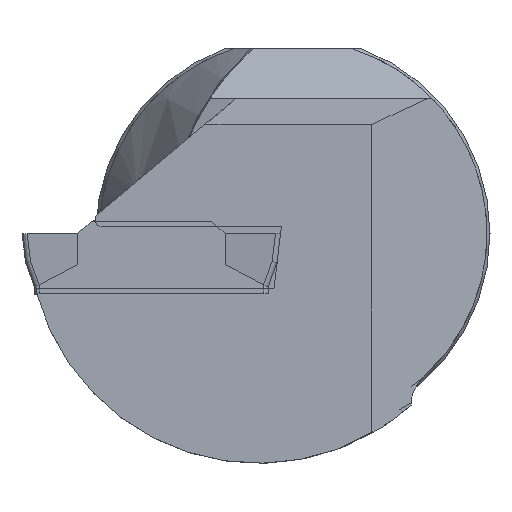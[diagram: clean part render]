
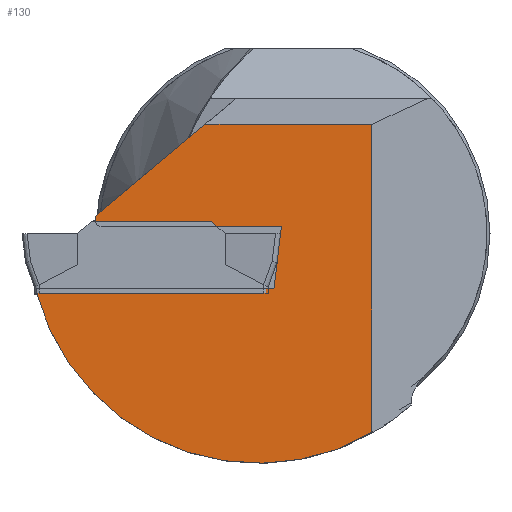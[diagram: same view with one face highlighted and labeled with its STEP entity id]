
A CAD part, left-side view. The second image highlights one B-rep face of the part: STEP entity #130.
In plain terms, the highlighted planar face has unit normal (-1, 0, 0).
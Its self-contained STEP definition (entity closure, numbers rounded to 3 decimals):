
#130=ADVANCED_FACE('',(#239),#197,.T.);
#197=PLANE('',#1276);
#239=FACE_OUTER_BOUND('',#305,.T.);
#305=EDGE_LOOP('',(#400,#401,#402,#403,#404,#405,#406,#407,#408));
#376=CIRCLE('',#1274,18.65);
#377=CIRCLE('',#1275,0.6);
#400=ORIENTED_EDGE('',*,*,#875,.T.);
#401=ORIENTED_EDGE('',*,*,#876,.F.);
#402=ORIENTED_EDGE('',*,*,#877,.T.);
#403=ORIENTED_EDGE('',*,*,#878,.F.);
#404=ORIENTED_EDGE('',*,*,#879,.T.);
#405=ORIENTED_EDGE('',*,*,#880,.F.);
#406=ORIENTED_EDGE('',*,*,#881,.T.);
#407=ORIENTED_EDGE('',*,*,#882,.T.);
#408=ORIENTED_EDGE('',*,*,#883,.T.);
#758=VERTEX_POINT('',#1752);
#759=VERTEX_POINT('',#1753);
#760=VERTEX_POINT('',#1755);
#761=VERTEX_POINT('',#1757);
#762=VERTEX_POINT('',#1759);
#763=VERTEX_POINT('',#1761);
#764=VERTEX_POINT('',#1763);
#765=VERTEX_POINT('',#1765);
#766=VERTEX_POINT('',#1767);
#875=EDGE_CURVE('',#758,#759,#1049,.T.);
#876=EDGE_CURVE('',#760,#759,#1050,.T.);
#877=EDGE_CURVE('',#760,#761,#376,.T.);
#878=EDGE_CURVE('',#762,#761,#1051,.T.);
#879=EDGE_CURVE('',#762,#763,#1052,.T.);
#880=EDGE_CURVE('',#764,#763,#1053,.T.);
#881=EDGE_CURVE('',#764,#765,#377,.T.);
#882=EDGE_CURVE('',#765,#766,#1054,.T.);
#883=EDGE_CURVE('',#766,#758,#1055,.T.);
#1049=LINE('',#1751,#1160);
#1050=LINE('',#1754,#1161);
#1051=LINE('',#1758,#1162);
#1052=LINE('',#1760,#1163);
#1053=LINE('',#1762,#1164);
#1054=LINE('',#1766,#1165);
#1055=LINE('',#1768,#1166);
#1160=VECTOR('',#1404,1.);
#1161=VECTOR('',#1405,1.);
#1162=VECTOR('',#1408,1.);
#1163=VECTOR('',#1409,1.);
#1164=VECTOR('',#1410,1.);
#1165=VECTOR('',#1413,1.);
#1166=VECTOR('',#1414,1.);
#1274=AXIS2_PLACEMENT_3D('',#1756,#1406,#1407);
#1275=AXIS2_PLACEMENT_3D('',#1764,#1411,#1412);
#1276=AXIS2_PLACEMENT_3D('',#1769,#1415,#1416);
#1404=DIRECTION('',(0.,1.,0.));
#1405=DIRECTION('',(0.,0.122,0.993));
#1406=DIRECTION('',(-1.,0.,0.));
#1407=DIRECTION('',(0.,0.,1.));
#1408=DIRECTION('',(0.,0.,-1.));
#1409=DIRECTION('',(0.,1.,0.));
#1410=DIRECTION('',(0.,-0.766,0.643));
#1411=DIRECTION('',(-1.,0.,0.));
#1412=DIRECTION('',(0.,0.,1.));
#1413=DIRECTION('',(0.,-1.,0.));
#1414=DIRECTION('',(0.,0.122,-0.993));
#1415=DIRECTION('',(-1.,0.,0.));
#1416=DIRECTION('',(0.,0.,1.));
#1751=CARTESIAN_POINT('',(0.4,0.,-4.451));
#1752=CARTESIAN_POINT('',(0.4,1.547,-4.451));
#1753=CARTESIAN_POINT('',(0.4,20.855,-4.451));
#1754=CARTESIAN_POINT('',(0.4,21.083,-2.589));
#1755=CARTESIAN_POINT('',(0.4,20.804,-4.867));
#1756=CARTESIAN_POINT('',(0.4,2.8,0.));
#1757=CARTESIAN_POINT('',(0.4,-6.4,-16.223));
#1758=CARTESIAN_POINT('',(0.4,-6.4,0.));
#1759=CARTESIAN_POINT('',(0.4,-6.4,8.855));
#1760=CARTESIAN_POINT('',(0.4,0.,8.855));
#1761=CARTESIAN_POINT('',(0.4,7.147,8.855));
#1762=CARTESIAN_POINT('',(0.4,7.313,8.716));
#1763=CARTESIAN_POINT('',(0.4,16.01,1.418));
#1764=CARTESIAN_POINT('',(0.4,15.473,1.151));
#1765=CARTESIAN_POINT('',(0.4,15.473,0.551));
#1766=CARTESIAN_POINT('',(0.4,0.,0.551));
#1767=CARTESIAN_POINT('',(0.4,0.932,0.551));
#1768=CARTESIAN_POINT('',(0.4,0.985,0.121));
#1769=CARTESIAN_POINT('',(0.4,0.,0.));
